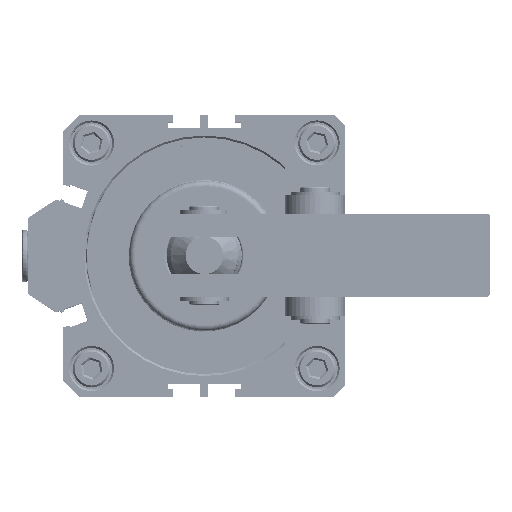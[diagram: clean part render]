
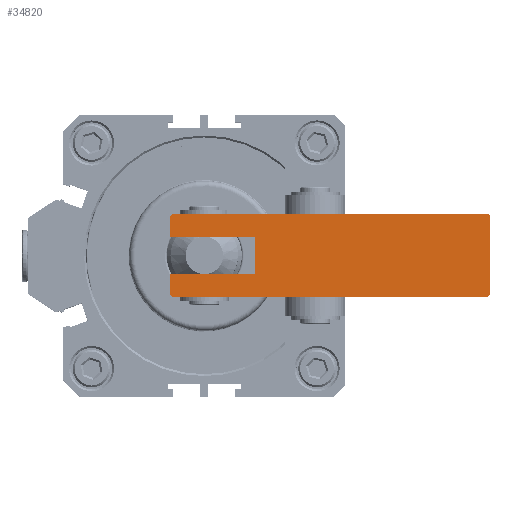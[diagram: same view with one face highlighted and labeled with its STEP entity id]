
A CAD part, top view. The second image highlights one B-rep face of the part: STEP entity #34820.
In plain terms, the highlighted planar face has unit normal (0, 0, 1).
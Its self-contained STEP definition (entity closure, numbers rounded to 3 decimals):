
#649 = CARTESIAN_POINT ( 'NONE',  ( -5050.009, 3941.416, 22. ) ) ;
#2014 = CARTESIAN_POINT ( 'NONE',  ( -5050.509, 3919.916, 22. ) ) ;
#2319 = DIRECTION ( 'NONE',  ( 0., 1., 0. ) ) ;
#2324 = DIRECTION ( 'NONE',  ( -1., 0., 0. ) ) ;
#2483 = VERTEX_POINT ( 'NONE', #5434 ) ;
#2500 = DIRECTION ( 'NONE',  ( 1., 0., 0. ) ) ;
#2687 = EDGE_CURVE ( 'NONE', #42688, #16943, #23768, .T. ) ;
#2724 = VECTOR ( 'NONE', #11233, 1000. ) ;
#2885 = CARTESIAN_POINT ( 'NONE',  ( -5135.009, 3941.416, 22. ) ) ;
#3509 = ORIENTED_EDGE ( 'NONE', *, *, #5419, .T. ) ;
#5419 = EDGE_CURVE ( 'NONE', #37513, #21504, #31735, .T. ) ;
#5434 = CARTESIAN_POINT ( 'NONE',  ( -5050.509, 3941.916, 22. ) ) ;
#5529 = CARTESIAN_POINT ( 'NONE',  ( -5112.509, 3935.916, 22. ) ) ;
#5632 = DIRECTION ( 'NONE',  ( 0.707, -0.707, 0. ) ) ;
#5780 = EDGE_CURVE ( 'NONE', #17669, #28481, #5922, .T. ) ;
#5795 = VECTOR ( 'NONE', #28359, 1000. ) ;
#5922 = LINE ( 'NONE', #9099, #40351 ) ;
#5993 = VECTOR ( 'NONE', #2324, 1000. ) ;
#6610 = ORIENTED_EDGE ( 'NONE', *, *, #44249, .F. ) ;
#6802 = VERTEX_POINT ( 'NONE', #9464 ) ;
#9099 = CARTESIAN_POINT ( 'NONE',  ( -5050.009, 3925.916, 22. ) ) ;
#9333 = VERTEX_POINT ( 'NONE', #649 ) ;
#9373 = CARTESIAN_POINT ( 'NONE',  ( -5050.009, 3919.916, 22. ) ) ;
#9438 = CARTESIAN_POINT ( 'NONE',  ( -5135.009, 3919.916, 22. ) ) ;
#9464 = CARTESIAN_POINT ( 'NONE',  ( -5135.009, 3920.416, 22. ) ) ;
#9975 = ORIENTED_EDGE ( 'NONE', *, *, #36814, .T. ) ;
#10476 = VECTOR ( 'NONE', #2319, 1000. ) ;
#11154 = EDGE_CURVE ( 'NONE', #2483, #9333, #14367, .T. ) ;
#11233 = DIRECTION ( 'NONE',  ( -1., 0., 0. ) ) ;
#11755 = ORIENTED_EDGE ( 'NONE', *, *, #11154, .F. ) ;
#11814 = LINE ( 'NONE', #31847, #2724 ) ;
#12039 = EDGE_CURVE ( 'NONE', #16238, #16943, #14330, .T. ) ;
#13292 = VECTOR ( 'NONE', #5632, 1000. ) ;
#13415 = VECTOR ( 'NONE', #26232, 1000. ) ;
#13954 = VERTEX_POINT ( 'NONE', #5529 ) ;
#14330 = LINE ( 'NONE', #9438, #40744 ) ;
#14367 = LINE ( 'NONE', #26248, #13292 ) ;
#14532 = CARTESIAN_POINT ( 'NONE',  ( -5050.509, 3919.916, 22. ) ) ;
#14571 = VECTOR ( 'NONE', #26883, 1000. ) ;
#15042 = DIRECTION ( 'NONE',  ( 0.707, -0.707, 0. ) ) ;
#16238 = VERTEX_POINT ( 'NONE', #27139 ) ;
#16435 = ORIENTED_EDGE ( 'NONE', *, *, #2687, .T. ) ;
#16799 = ORIENTED_EDGE ( 'NONE', *, *, #35490, .T. ) ;
#16943 = VERTEX_POINT ( 'NONE', #2885 ) ;
#17569 = ORIENTED_EDGE ( 'NONE', *, *, #20820, .F. ) ;
#17669 = VERTEX_POINT ( 'NONE', #20386 ) ;
#18603 = DIRECTION ( 'NONE',  ( 0., 0., -1. ) ) ;
#19617 = ORIENTED_EDGE ( 'NONE', *, *, #23218, .F. ) ;
#19740 = CARTESIAN_POINT ( 'NONE',  ( -5050.009, 3935.916, 22. ) ) ;
#20386 = CARTESIAN_POINT ( 'NONE',  ( -5135.009, 3925.916, 22. ) ) ;
#20820 = EDGE_CURVE ( 'NONE', #37513, #39298, #33932, .T. ) ;
#21504 = VERTEX_POINT ( 'NONE', #27067 ) ;
#23218 = EDGE_CURVE ( 'NONE', #9333, #21504, #24071, .T. ) ;
#23768 = LINE ( 'NONE', #30169, #14571 ) ;
#24071 = LINE ( 'NONE', #42019, #5795 ) ;
#24740 = VECTOR ( 'NONE', #33442, 1000. ) ;
#25353 = LINE ( 'NONE', #19740, #5993 ) ;
#26142 = EDGE_CURVE ( 'NONE', #28481, #13954, #37953, .T. ) ;
#26232 = DIRECTION ( 'NONE',  ( 0.707, 0.707, 0. ) ) ;
#26248 = CARTESIAN_POINT ( 'NONE',  ( -5050.509, 3941.916, 22. ) ) ;
#26883 = DIRECTION ( 'NONE',  ( -0.707, -0.707, 0. ) ) ;
#27067 = CARTESIAN_POINT ( 'NONE',  ( -5050.009, 3920.416, 22. ) ) ;
#27139 = CARTESIAN_POINT ( 'NONE',  ( -5135.009, 3935.916, 22. ) ) ;
#27339 = CARTESIAN_POINT ( 'NONE',  ( -5135.009, 3919.916, 22. ) ) ;
#28359 = DIRECTION ( 'NONE',  ( 0., -1., 0. ) ) ;
#28481 = VERTEX_POINT ( 'NONE', #32303 ) ;
#30164 = DIRECTION ( 'NONE',  ( 0., 1., 0. ) ) ;
#30169 = CARTESIAN_POINT ( 'NONE',  ( -5135.009, 3941.416, 22. ) ) ;
#30602 = VECTOR ( 'NONE', #15042, 1000. ) ;
#31334 = ORIENTED_EDGE ( 'NONE', *, *, #12039, .F. ) ;
#31371 = ORIENTED_EDGE ( 'NONE', *, *, #26142, .F. ) ;
#31735 = LINE ( 'NONE', #2014, #13415 ) ;
#31847 = CARTESIAN_POINT ( 'NONE',  ( -5134.509, 3941.916, 22. ) ) ;
#32137 = PLANE ( 'NONE',  #43986 ) ;
#32220 = CARTESIAN_POINT ( 'NONE',  ( -5135.009, 3920.416, 22. ) ) ;
#32303 = CARTESIAN_POINT ( 'NONE',  ( -5112.509, 3925.916, 22. ) ) ;
#32958 = CARTESIAN_POINT ( 'NONE',  ( -5134.509, 3919.916, 22. ) ) ;
#33442 = DIRECTION ( 'NONE',  ( -1., 0., 0. ) ) ;
#33932 = LINE ( 'NONE', #9373, #24740 ) ;
#34478 = EDGE_CURVE ( 'NONE', #13954, #16238, #25353, .T. ) ;
#34820 = ADVANCED_FACE ( 'NONE', ( #35031 ), #32137, .F. ) ;
#34985 = ORIENTED_EDGE ( 'NONE', *, *, #5780, .F. ) ;
#35031 = FACE_OUTER_BOUND ( 'NONE', #36468, .T. ) ;
#35161 = LINE ( 'NONE', #27339, #44286 ) ;
#35490 = EDGE_CURVE ( 'NONE', #2483, #42688, #11814, .T. ) ;
#35788 = CARTESIAN_POINT ( 'NONE',  ( -5050.009, 3919.916, 22. ) ) ;
#36468 = EDGE_LOOP ( 'NONE', ( #3509, #19617, #11755, #16799, #16435, #31334, #41953, #31371, #34985, #6610, #9975, #17569 ) ) ;
#36814 = EDGE_CURVE ( 'NONE', #6802, #39298, #39768, .T. ) ;
#37513 = VERTEX_POINT ( 'NONE', #14532 ) ;
#37953 = LINE ( 'NONE', #43503, #10476 ) ;
#39298 = VERTEX_POINT ( 'NONE', #32958 ) ;
#39768 = LINE ( 'NONE', #32220, #30602 ) ;
#39875 = CARTESIAN_POINT ( 'NONE',  ( -5134.509, 3941.916, 22. ) ) ;
#40351 = VECTOR ( 'NONE', #2500, 1000. ) ;
#40744 = VECTOR ( 'NONE', #30164, 1000. ) ;
#41163 = DIRECTION ( 'NONE',  ( 0., 1., 0. ) ) ;
#41953 = ORIENTED_EDGE ( 'NONE', *, *, #34478, .F. ) ;
#42019 = CARTESIAN_POINT ( 'NONE',  ( -5050.009, 3919.916, 22. ) ) ;
#42654 = DIRECTION ( 'NONE',  ( -1., 0., 0. ) ) ;
#42688 = VERTEX_POINT ( 'NONE', #39875 ) ;
#43503 = CARTESIAN_POINT ( 'NONE',  ( -5112.509, 3919.916, 22. ) ) ;
#43986 = AXIS2_PLACEMENT_3D ( 'NONE', #35788, #18603, #42654 ) ;
#44249 = EDGE_CURVE ( 'NONE', #6802, #17669, #35161, .T. ) ;
#44286 = VECTOR ( 'NONE', #41163, 1000. ) ;
